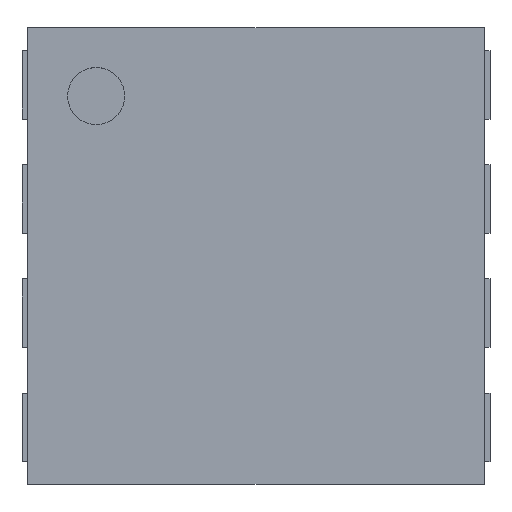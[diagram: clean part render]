
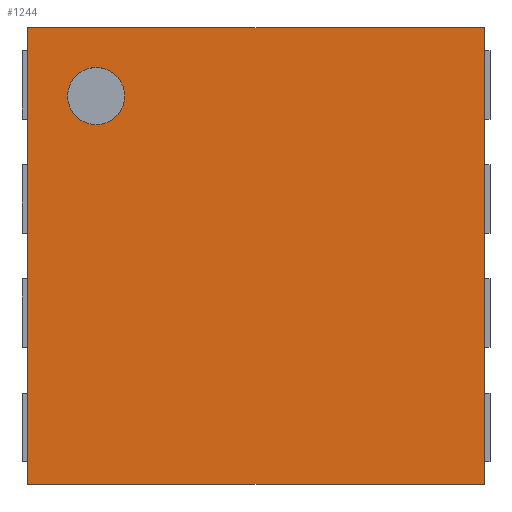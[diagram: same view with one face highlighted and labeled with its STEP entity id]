
A CAD part, top view. The second image highlights one B-rep face of the part: STEP entity #1244.
In plain terms, the highlighted planar face has unit normal (0, 0, 1).
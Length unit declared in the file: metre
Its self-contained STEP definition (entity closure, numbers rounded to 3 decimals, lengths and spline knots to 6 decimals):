
#69=CIRCLE('',#1658,0.000125);
#160=ORIENTED_EDGE('',*,*,#490,.F.);
#161=ORIENTED_EDGE('',*,*,#473,.F.);
#162=ORIENTED_EDGE('',*,*,#462,.T.);
#163=ORIENTED_EDGE('',*,*,#476,.T.);
#164=ORIENTED_EDGE('',*,*,#480,.F.);
#462=EDGE_CURVE('',#634,#633,#751,.T.);
#473=EDGE_CURVE('',#634,#641,#762,.T.);
#476=EDGE_CURVE('',#633,#642,#765,.T.);
#480=EDGE_CURVE('',#641,#642,#769,.T.);
#490=EDGE_CURVE('',#651,#651,#69,.T.);
#633=VERTEX_POINT('',#2108);
#634=VERTEX_POINT('',#2110);
#641=VERTEX_POINT('',#2129);
#642=VERTEX_POINT('',#2133);
#651=VERTEX_POINT('',#2159);
#751=LINE('',#2109,#922);
#762=LINE('',#2128,#933);
#765=LINE('',#2134,#936);
#769=LINE('',#2141,#940);
#922=VECTOR('',#1767,1.);
#933=VECTOR('',#1780,1.);
#936=VECTOR('',#1785,1.);
#940=VECTOR('',#1791,1.);
#1054=EDGE_LOOP('',(#160));
#1055=EDGE_LOOP('',(#161,#162,#163,#164));
#1119=FACE_BOUND('',#1054,.T.);
#1120=FACE_BOUND('',#1055,.T.);
#1183=PLANE('',#1657);
#1244=ADVANCED_FACE('',(#1119,#1120),#1183,.T.);
#1657=AXIS2_PLACEMENT_3D('',#2157,#1801,#1802);
#1658=AXIS2_PLACEMENT_3D('',#2158,#1803,#1804);
#1767=DIRECTION('',(0.,-1.,0.));
#1780=DIRECTION('',(1.,0.,0.));
#1785=DIRECTION('',(1.,0.,0.));
#1791=DIRECTION('',(0.,-1.,0.));
#1801=DIRECTION('',(0.,0.,1.));
#1802=DIRECTION('',(1.,0.,0.));
#1803=DIRECTION('',(0.,0.,1.));
#1804=DIRECTION('',(1.,0.,0.));
#2108=CARTESIAN_POINT('',(-0.001,-0.001,0.0005));
#2109=CARTESIAN_POINT('',(-0.001,0.,0.0005));
#2110=CARTESIAN_POINT('',(-0.001,0.001,0.0005));
#2128=CARTESIAN_POINT('',(0.,0.001,0.0005));
#2129=CARTESIAN_POINT('',(0.001,0.001,0.0005));
#2133=CARTESIAN_POINT('',(0.001,-0.001,0.0005));
#2134=CARTESIAN_POINT('',(0.,-0.001,0.0005));
#2141=CARTESIAN_POINT('',(0.001,0.,0.0005));
#2157=CARTESIAN_POINT('',(0.,0.,0.0005));
#2158=CARTESIAN_POINT('',(-0.0007,0.0007,0.0005));
#2159=CARTESIAN_POINT('',(-0.000575,0.0007,0.0005));
